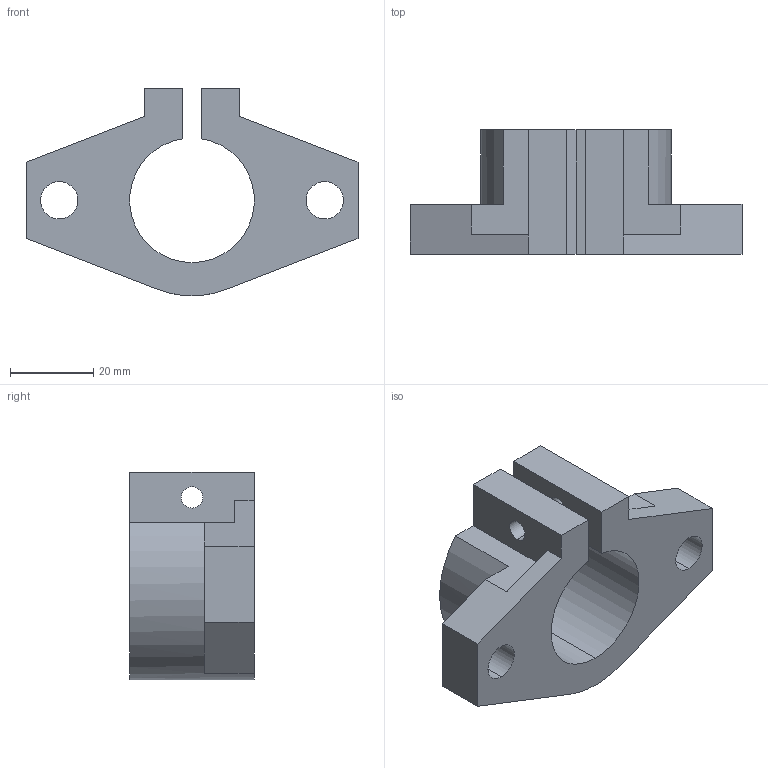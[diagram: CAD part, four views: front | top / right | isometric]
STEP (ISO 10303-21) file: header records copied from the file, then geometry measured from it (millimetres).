
FILE_DESCRIPTION (( 'STEP AP214' ), '1' );
FILE_NAME ('1696408485599.step', '2023-10-04T08:34:47', ( '' ), ( 'Aliyun' ), 'STEP 2.0', 'fa-part.com', '' );
FILE_SCHEMA (( 'AUTOMOTIVE_DESIGN' ));
Length unit declared in the file: millimetre
Products named in the file (1): 1696408485599
Bounding box: 80 x 30 x 50 mm (x, y, z)
Volume: 39711.4 mm3; surface area: 13650.6 mm2
Topology: 1 solids, 1 shells, 32 faces, 90 edges, 60 vertices
Faces by surface type: plane 20, cylinder 12
Entity records: 1090 total; most frequent: CARTESIAN_POINT 183, DIRECTION 182, ORIENTED_EDGE 180, EDGE_CURVE 90, VECTOR 64, LINE 64, VERTEX_POINT 60, AXIS2_PLACEMENT_3D 59
